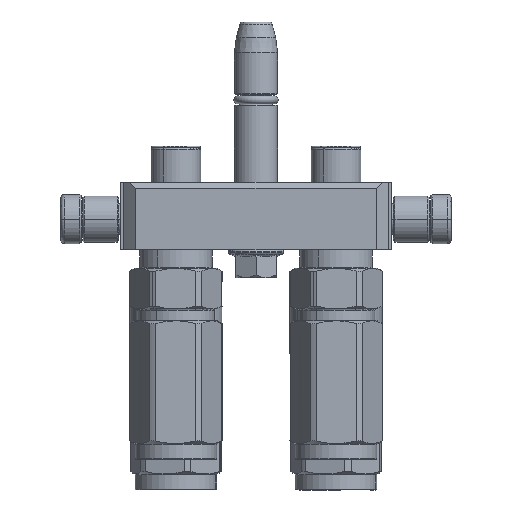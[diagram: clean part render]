
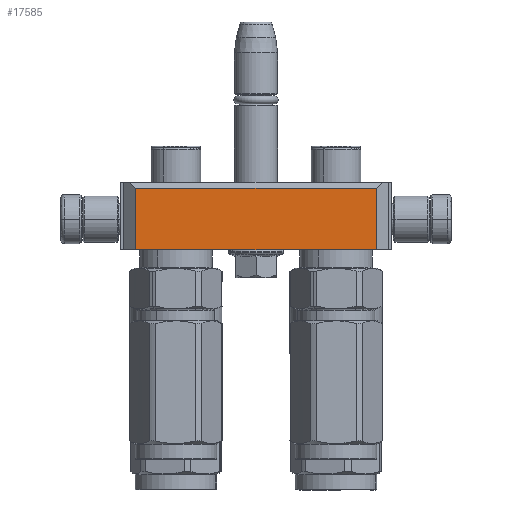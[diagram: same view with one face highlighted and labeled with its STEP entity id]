
A CAD part, left-side view. The second image highlights one B-rep face of the part: STEP entity #17585.
In plain terms, the highlighted planar face has unit normal (-1, 0, 0).
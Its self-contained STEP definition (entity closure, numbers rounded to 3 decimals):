
#859 = DIRECTION ( 'NONE',  ( -1., 0., 0. ) ) ;
#1161 = CARTESIAN_POINT ( 'NONE',  ( -40., 39., 22. ) ) ;
#3383 = LINE ( 'NONE', #46123, #54252 ) ;
#5178 = AXIS2_PLACEMENT_3D ( 'NONE', #5353, #859, #43109 ) ;
#5353 = CARTESIAN_POINT ( 'NONE',  ( -40., 44., 0. ) ) ;
#6910 = LINE ( 'NONE', #1161, #56304 ) ;
#8769 = DIRECTION ( 'NONE',  ( 0., 0., -1. ) ) ;
#10465 = PLANE ( 'NONE',  #5178 ) ;
#13861 = FACE_OUTER_BOUND ( 'NONE', #16047, .T. ) ;
#16047 = EDGE_LOOP ( 'NONE', ( #16987, #27802, #52798, #60288 ) ) ;
#16987 = ORIENTED_EDGE ( 'NONE', *, *, #26403, .F. ) ;
#17585 = ADVANCED_FACE ( 'NONE', ( #13861 ), #10465, .T. ) ;
#23390 = LINE ( 'NONE', #59116, #53890 ) ;
#24186 = VERTEX_POINT ( 'NONE', #27929 ) ;
#25930 = VERTEX_POINT ( 'NONE', #51446 ) ;
#26244 = VERTEX_POINT ( 'NONE', #49191 ) ;
#26403 = EDGE_CURVE ( 'NONE', #25930, #26244, #3383, .T. ) ;
#27802 = ORIENTED_EDGE ( 'NONE', *, *, #39910, .T. ) ;
#27929 = CARTESIAN_POINT ( 'NONE',  ( -40., 39., 2. ) ) ;
#29766 = CARTESIAN_POINT ( 'NONE',  ( -40., -39., 2. ) ) ;
#30653 = LINE ( 'NONE', #50483, #52374 ) ;
#31878 = DIRECTION ( 'NONE',  ( 0., 1., 0. ) ) ;
#36003 = VERTEX_POINT ( 'NONE', #29766 ) ;
#39910 = EDGE_CURVE ( 'NONE', #25930, #24186, #6910, .T. ) ;
#42935 = EDGE_CURVE ( 'NONE', #36003, #24186, #30653, .T. ) ;
#43109 = DIRECTION ( 'NONE',  ( 0., -1., 0. ) ) ;
#46123 = CARTESIAN_POINT ( 'NONE',  ( -40., 39., 22. ) ) ;
#47831 = DIRECTION ( 'NONE',  ( 0., 0., -1. ) ) ;
#49191 = CARTESIAN_POINT ( 'NONE',  ( -40., -39., 22. ) ) ;
#50361 = DIRECTION ( 'NONE',  ( 0., -1., 0. ) ) ;
#50483 = CARTESIAN_POINT ( 'NONE',  ( -40., -39., 2. ) ) ;
#51446 = CARTESIAN_POINT ( 'NONE',  ( -40., 39., 22. ) ) ;
#52374 = VECTOR ( 'NONE', #31878, 1000. ) ;
#52798 = ORIENTED_EDGE ( 'NONE', *, *, #42935, .F. ) ;
#53890 = VECTOR ( 'NONE', #8769, 1000. ) ;
#54252 = VECTOR ( 'NONE', #50361, 1000. ) ;
#56304 = VECTOR ( 'NONE', #47831, 1000. ) ;
#59116 = CARTESIAN_POINT ( 'NONE',  ( -40., -39., 22. ) ) ;
#60127 = EDGE_CURVE ( 'NONE', #26244, #36003, #23390, .T. ) ;
#60288 = ORIENTED_EDGE ( 'NONE', *, *, #60127, .F. ) ;
